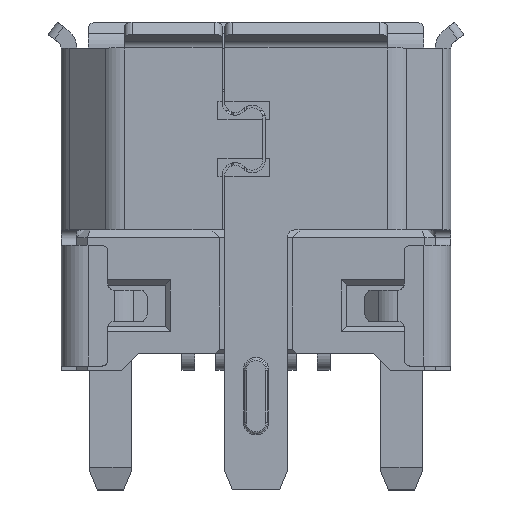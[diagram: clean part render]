
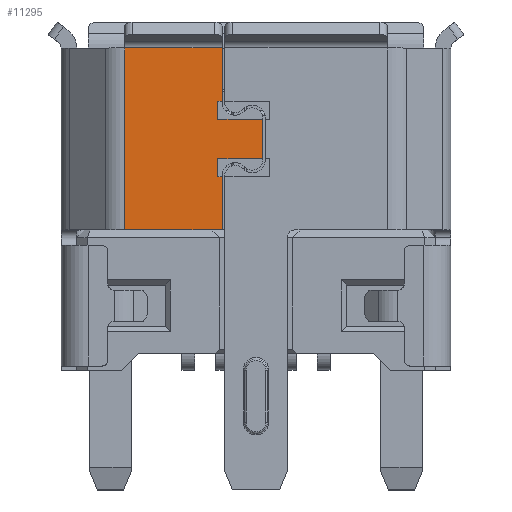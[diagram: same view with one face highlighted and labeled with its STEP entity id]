
A CAD part, top view. The second image highlights one B-rep face of the part: STEP entity #11295.
In plain terms, the highlighted planar face has unit normal (0, 0, 1).
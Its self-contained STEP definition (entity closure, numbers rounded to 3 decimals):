
#8 = DIRECTION ( 'NONE',  ( 0., -1., 0. ) ) ;
#35 = LINE ( 'NONE', #9256, #5083 ) ;
#165 = LINE ( 'NONE', #7729, #6240 ) ;
#257 = ORIENTED_EDGE ( 'NONE', *, *, #3288, .F. ) ;
#506 = DIRECTION ( 'NONE',  ( 1., 0., 0. ) ) ;
#774 = DIRECTION ( 'NONE',  ( 0., -1., 0. ) ) ;
#1063 = LINE ( 'NONE', #11848, #3766 ) ;
#1228 = CARTESIAN_POINT ( 'NONE',  ( -2.53, 2.7, 1.225 ) ) ;
#1505 = VERTEX_POINT ( 'NONE', #1934 ) ;
#1558 = EDGE_CURVE ( 'NONE', #14564, #8316, #1063, .T. ) ;
#1900 = CARTESIAN_POINT ( 'NONE',  ( -0.735, 3.722, 1.225 ) ) ;
#1934 = CARTESIAN_POINT ( 'NONE',  ( -0.735, 3.722, 1.225 ) ) ;
#1972 = EDGE_CURVE ( 'NONE', #12124, #15320, #3117, .T. ) ;
#2008 = CARTESIAN_POINT ( 'NONE',  ( -0.65, 2.7, 1.225 ) ) ;
#2203 = ORIENTED_EDGE ( 'NONE', *, *, #6886, .T. ) ;
#2390 = VERTEX_POINT ( 'NONE', #2008 ) ;
#2828 = ORIENTED_EDGE ( 'NONE', *, *, #1558, .F. ) ;
#2869 = LINE ( 'NONE', #6371, #7892 ) ;
#2997 = CARTESIAN_POINT ( 'NONE',  ( -2.53, 5.178, 1.225 ) ) ;
#3117 = LINE ( 'NONE', #11416, #12572 ) ;
#3118 = LINE ( 'NONE', #16011, #5845 ) ;
#3166 = CARTESIAN_POINT ( 'NONE',  ( -2.53, 2.7, 1.225 ) ) ;
#3288 = EDGE_CURVE ( 'NONE', #15320, #1505, #2869, .T. ) ;
#3640 = DIRECTION ( 'NONE',  ( 0., 0., 1. ) ) ;
#3662 = AXIS2_PLACEMENT_3D ( 'NONE', #3166, #3640, #15533 ) ;
#3766 = VECTOR ( 'NONE', #14294, 1000. ) ;
#3793 = ORIENTED_EDGE ( 'NONE', *, *, #15178, .F. ) ;
#4054 = ORIENTED_EDGE ( 'NONE', *, *, #7084, .F. ) ;
#4347 = VECTOR ( 'NONE', #6292, 1000. ) ;
#5083 = VECTOR ( 'NONE', #14452, 1000. ) ;
#5504 = VECTOR ( 'NONE', #774, 1000. ) ;
#5553 = VERTEX_POINT ( 'NONE', #5995 ) ;
#5574 = VECTOR ( 'NONE', #11001, 1000. ) ;
#5810 = EDGE_CURVE ( 'NONE', #5553, #8459, #3118, .T. ) ;
#5845 = VECTOR ( 'NONE', #8, 1000. ) ;
#5995 = CARTESIAN_POINT ( 'NONE',  ( -0.65, 6.2, 1.225 ) ) ;
#6170 = LINE ( 'NONE', #1900, #15402 ) ;
#6240 = VECTOR ( 'NONE', #7613, 1000. ) ;
#6292 = DIRECTION ( 'NONE',  ( 0., -1., 0. ) ) ;
#6371 = CARTESIAN_POINT ( 'NONE',  ( -0.735, 3.722, 1.225 ) ) ;
#6604 = CARTESIAN_POINT ( 'NONE',  ( -0.65, 5.178, 1.225 ) ) ;
#6774 = DIRECTION ( 'NONE',  ( 0., -1., 0. ) ) ;
#6886 = EDGE_CURVE ( 'NONE', #7431, #2390, #35, .T. ) ;
#6942 = VECTOR ( 'NONE', #16017, 1000. ) ;
#6963 = VERTEX_POINT ( 'NONE', #16423 ) ;
#7084 = EDGE_CURVE ( 'NONE', #7431, #6963, #17224, .T. ) ;
#7431 = VERTEX_POINT ( 'NONE', #1228 ) ;
#7552 = VERTEX_POINT ( 'NONE', #14507 ) ;
#7613 = DIRECTION ( 'NONE',  ( 1., 0., 0. ) ) ;
#7729 = CARTESIAN_POINT ( 'NONE',  ( -2.53, 6.2, 1.225 ) ) ;
#7892 = VECTOR ( 'NONE', #6774, 1000. ) ;
#8213 = DIRECTION ( 'NONE',  ( -1., 0., 0. ) ) ;
#8316 = VERTEX_POINT ( 'NONE', #17042 ) ;
#8459 = VERTEX_POINT ( 'NONE', #6604 ) ;
#8477 = VECTOR ( 'NONE', #8213, 1000. ) ;
#8879 = CARTESIAN_POINT ( 'NONE',  ( 0.13, 2.7, 1.225 ) ) ;
#8917 = CARTESIAN_POINT ( 'NONE',  ( -0.65, 2.7, 1.225 ) ) ;
#9256 = CARTESIAN_POINT ( 'NONE',  ( -2.53, 2.7, 1.225 ) ) ;
#9573 = EDGE_CURVE ( 'NONE', #6963, #5553, #165, .T. ) ;
#9609 = ORIENTED_EDGE ( 'NONE', *, *, #1972, .F. ) ;
#9667 = ORIENTED_EDGE ( 'NONE', *, *, #16621, .F. ) ;
#9716 = CARTESIAN_POINT ( 'NONE',  ( -0.735, 5.178, 1.225 ) ) ;
#10599 = LINE ( 'NONE', #9716, #5574 ) ;
#11001 = DIRECTION ( 'NONE',  ( 0., -1., 0. ) ) ;
#11040 = EDGE_CURVE ( 'NONE', #8459, #7552, #11219, .T. ) ;
#11219 = LINE ( 'NONE', #2997, #8477 ) ;
#11295 = ADVANCED_FACE ( 'NONE', ( #11854 ), #15300, .T. ) ;
#11416 = CARTESIAN_POINT ( 'NONE',  ( -2.53, 4.072, 1.225 ) ) ;
#11692 = LINE ( 'NONE', #8879, #4347 ) ;
#11848 = CARTESIAN_POINT ( 'NONE',  ( -0.735, 4.828, 1.225 ) ) ;
#11854 = FACE_OUTER_BOUND ( 'NONE', #14126, .T. ) ;
#11858 = ORIENTED_EDGE ( 'NONE', *, *, #13598, .F. ) ;
#12124 = VERTEX_POINT ( 'NONE', #12284 ) ;
#12149 = ORIENTED_EDGE ( 'NONE', *, *, #15066, .F. ) ;
#12284 = CARTESIAN_POINT ( 'NONE',  ( 0.13, 4.072, 1.225 ) ) ;
#12572 = VECTOR ( 'NONE', #14331, 1000. ) ;
#12593 = CARTESIAN_POINT ( 'NONE',  ( -0.735, 4.828, 1.225 ) ) ;
#13598 = EDGE_CURVE ( 'NONE', #8316, #12124, #11692, .T. ) ;
#13960 = CARTESIAN_POINT ( 'NONE',  ( -0.65, 3.722, 1.225 ) ) ;
#14096 = VERTEX_POINT ( 'NONE', #13960 ) ;
#14126 = EDGE_LOOP ( 'NONE', ( #14490, #15778, #14284, #4054, #2203, #9667, #3793, #257, #9609, #11858, #2828, #12149 ) ) ;
#14284 = ORIENTED_EDGE ( 'NONE', *, *, #9573, .F. ) ;
#14294 = DIRECTION ( 'NONE',  ( 1., 0., 0. ) ) ;
#14299 = LINE ( 'NONE', #8917, #5504 ) ;
#14322 = CARTESIAN_POINT ( 'NONE',  ( -2.53, 2.7, 1.225 ) ) ;
#14331 = DIRECTION ( 'NONE',  ( -1., 0., 0. ) ) ;
#14452 = DIRECTION ( 'NONE',  ( 1., 0., 0. ) ) ;
#14490 = ORIENTED_EDGE ( 'NONE', *, *, #11040, .F. ) ;
#14507 = CARTESIAN_POINT ( 'NONE',  ( -0.735, 5.178, 1.225 ) ) ;
#14564 = VERTEX_POINT ( 'NONE', #12593 ) ;
#15066 = EDGE_CURVE ( 'NONE', #7552, #14564, #10599, .T. ) ;
#15178 = EDGE_CURVE ( 'NONE', #1505, #14096, #6170, .T. ) ;
#15300 = PLANE ( 'NONE',  #3662 ) ;
#15320 = VERTEX_POINT ( 'NONE', #15549 ) ;
#15402 = VECTOR ( 'NONE', #506, 1000. ) ;
#15533 = DIRECTION ( 'NONE',  ( 1., 0., 0. ) ) ;
#15549 = CARTESIAN_POINT ( 'NONE',  ( -0.735, 4.072, 1.225 ) ) ;
#15778 = ORIENTED_EDGE ( 'NONE', *, *, #5810, .F. ) ;
#16011 = CARTESIAN_POINT ( 'NONE',  ( -0.65, 2.7, 1.225 ) ) ;
#16017 = DIRECTION ( 'NONE',  ( 0., 1., 0. ) ) ;
#16423 = CARTESIAN_POINT ( 'NONE',  ( -2.53, 6.2, 1.225 ) ) ;
#16621 = EDGE_CURVE ( 'NONE', #14096, #2390, #14299, .T. ) ;
#17042 = CARTESIAN_POINT ( 'NONE',  ( 0.13, 4.828, 1.225 ) ) ;
#17224 = LINE ( 'NONE', #14322, #6942 ) ;
